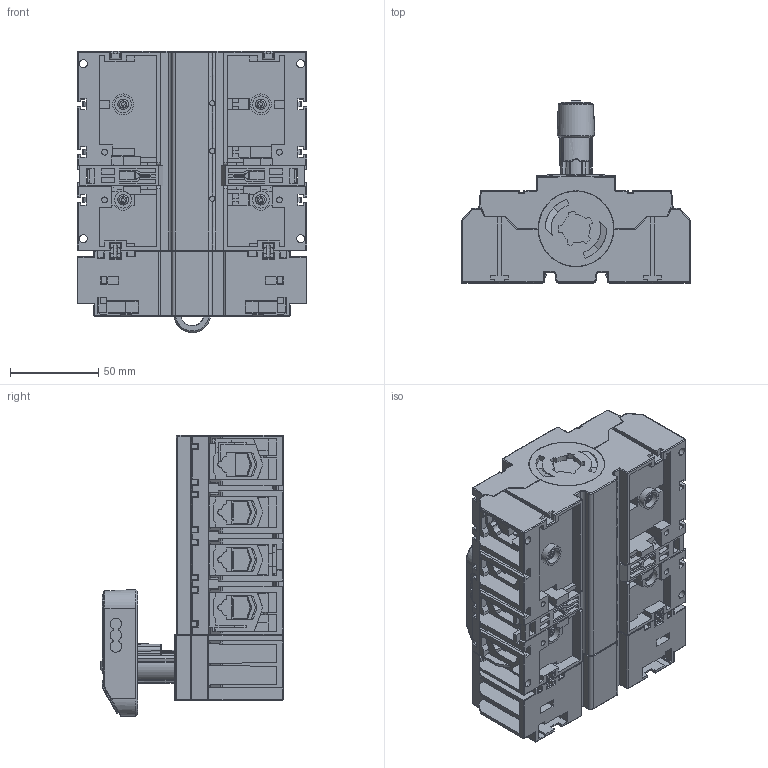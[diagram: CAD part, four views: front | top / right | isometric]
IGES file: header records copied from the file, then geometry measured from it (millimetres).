
Start section:  PTC IGES file: OT160G04KL.igs
Global section: file name: OT160G04KL.igs; native system: Creo Parametric by PTC Inc.; preprocessor: 2016380; author: fijaleh7; organization: Unknown; date: 20170516.154002; units: millimetre
Bounding box: 130 x 103.11 x 159.24 mm (x, y, z)
Volume: 851175.4 mm3; surface area: 154308.6 mm2
Topology: 1 solids, 3 shells, 6177 faces, 17296 edges, 11187 vertices
Faces by surface type: bspline 4276, revolution 1553, extrusion 348
